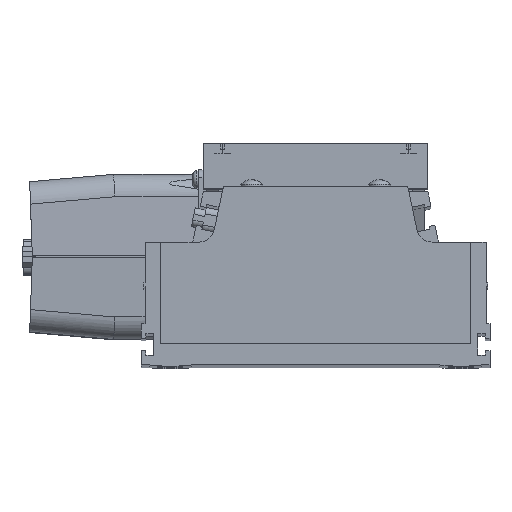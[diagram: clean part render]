
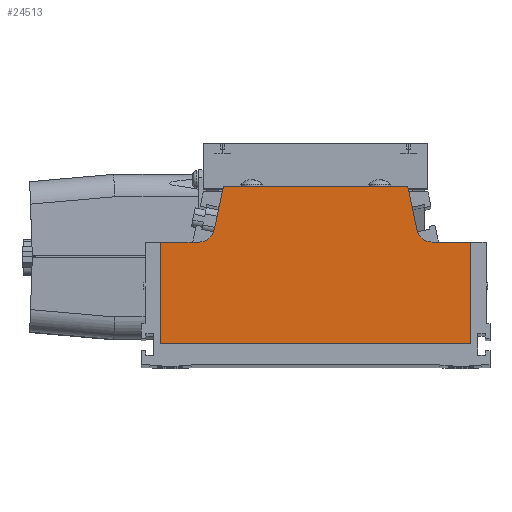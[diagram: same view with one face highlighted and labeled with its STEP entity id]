
A CAD part, top view. The second image highlights one B-rep face of the part: STEP entity #24513.
In plain terms, the highlighted planar face has unit normal (0, 0, 1).
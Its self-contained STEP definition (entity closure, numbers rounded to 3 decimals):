
#52 = VECTOR ( 'NONE', #20675, 1000. ) ;
#92 = VECTOR ( 'NONE', #22155, 1000. ) ;
#153 = CARTESIAN_POINT ( 'NONE',  ( -40., -23.13, 472.5 ) ) ;
#548 = DIRECTION ( 'NONE',  ( -1., 0., 0. ) ) ;
#841 = CARTESIAN_POINT ( 'NONE',  ( -40., -23.13, 472.5 ) ) ;
#910 = AXIS2_PLACEMENT_3D ( 'NONE', #924, #20846, #548 ) ;
#924 = CARTESIAN_POINT ( 'NONE',  ( 30.049, 7., 472.5 ) ) ;
#1293 = CARTESIAN_POINT ( 'NONE',  ( 40., 3., 472.5 ) ) ;
#1643 = ORIENTED_EDGE ( 'NONE', *, *, #10525, .F. ) ;
#1880 = CIRCLE ( 'NONE', #3960, 4. ) ;
#1960 = EDGE_CURVE ( 'NONE', #5967, #23265, #4385, .T. ) ;
#2203 = CARTESIAN_POINT ( 'NONE',  ( -30.049, 3., 472.5 ) ) ;
#2315 = LINE ( 'NONE', #10380, #5212 ) ;
#2479 = VERTEX_POINT ( 'NONE', #12792 ) ;
#2699 = LINE ( 'NONE', #8432, #52 ) ;
#3173 = VECTOR ( 'NONE', #16595, 1000. ) ;
#3794 = DIRECTION ( 'NONE',  ( 0., 0., -1. ) ) ;
#3870 = VECTOR ( 'NONE', #20204, 1000. ) ;
#3960 = AXIS2_PLACEMENT_3D ( 'NONE', #4656, #3794, #23857 ) ;
#4310 = LINE ( 'NONE', #153, #3870 ) ;
#4385 = LINE ( 'NONE', #13895, #8151 ) ;
#4656 = CARTESIAN_POINT ( 'NONE',  ( -30.049, 7., 472.5 ) ) ;
#4717 = CARTESIAN_POINT ( 'NONE',  ( 23.784, 17.45, 472.5 ) ) ;
#5212 = VECTOR ( 'NONE', #23807, 1000. ) ;
#5358 = ORIENTED_EDGE ( 'NONE', *, *, #22114, .T. ) ;
#5967 = VERTEX_POINT ( 'NONE', #17989 ) ;
#6035 = CARTESIAN_POINT ( 'NONE',  ( -40., 3., 472.5 ) ) ;
#6549 = EDGE_CURVE ( 'NONE', #7129, #11934, #25469, .T. ) ;
#6654 = CARTESIAN_POINT ( 'NONE',  ( 26.133, 6.184, 472.5 ) ) ;
#6898 = EDGE_CURVE ( 'NONE', #21013, #19460, #20192, .T. ) ;
#6914 = ORIENTED_EDGE ( 'NONE', *, *, #6549, .T. ) ;
#7129 = VERTEX_POINT ( 'NONE', #8981 ) ;
#7386 = EDGE_CURVE ( 'NONE', #9323, #22727, #2699, .T. ) ;
#7812 = ORIENTED_EDGE ( 'NONE', *, *, #6898, .T. ) ;
#7886 = ORIENTED_EDGE ( 'NONE', *, *, #23537, .T. ) ;
#7895 = EDGE_LOOP ( 'NONE', ( #8685, #17148, #6914, #8712, #18824, #1643, #5358, #7812, #7886, #20471 ) ) ;
#8151 = VECTOR ( 'NONE', #15848, 1000. ) ;
#8432 = CARTESIAN_POINT ( 'NONE',  ( 40., 84.488, 472.5 ) ) ;
#8685 = ORIENTED_EDGE ( 'NONE', *, *, #7386, .F. ) ;
#8712 = ORIENTED_EDGE ( 'NONE', *, *, #18042, .F. ) ;
#8981 = CARTESIAN_POINT ( 'NONE',  ( 30.049, 3., 472.5 ) ) ;
#9150 = LINE ( 'NONE', #14878, #3173 ) ;
#9323 = VERTEX_POINT ( 'NONE', #1293 ) ;
#9370 = VECTOR ( 'NONE', #21944, 1000. ) ;
#10169 = CARTESIAN_POINT ( 'NONE',  ( -40., 3., 472.5 ) ) ;
#10380 = CARTESIAN_POINT ( 'NONE',  ( -40., 84.488, 472.5 ) ) ;
#10525 = EDGE_CURVE ( 'NONE', #2479, #5967, #9150, .T. ) ;
#10807 = CARTESIAN_POINT ( 'NONE',  ( -40., 84.488, 472.5 ) ) ;
#11467 = VECTOR ( 'NONE', #14726, 1000. ) ;
#11934 = VERTEX_POINT ( 'NONE', #6654 ) ;
#12379 = CARTESIAN_POINT ( 'NONE',  ( 23.784, 17.45, 472.5 ) ) ;
#12792 = CARTESIAN_POINT ( 'NONE',  ( -26.133, 6.184, 472.5 ) ) ;
#13895 = CARTESIAN_POINT ( 'NONE',  ( -23.784, 17.45, 472.5 ) ) ;
#13982 = LINE ( 'NONE', #6035, #9370 ) ;
#14386 = VERTEX_POINT ( 'NONE', #841 ) ;
#14709 = FACE_OUTER_BOUND ( 'NONE', #7895, .T. ) ;
#14726 = DIRECTION ( 'NONE',  ( 0.204, -0.979, 0. ) ) ;
#14878 = CARTESIAN_POINT ( 'NONE',  ( -26.797, 3., 472.5 ) ) ;
#14986 = LINE ( 'NONE', #4717, #11467 ) ;
#15848 = DIRECTION ( 'NONE',  ( 1., 0., 0. ) ) ;
#16503 = AXIS2_PLACEMENT_3D ( 'NONE', #10807, #24372, #18266 ) ;
#16595 = DIRECTION ( 'NONE',  ( 0.204, 0.979, 0. ) ) ;
#17148 = ORIENTED_EDGE ( 'NONE', *, *, #21712, .T. ) ;
#17989 = CARTESIAN_POINT ( 'NONE',  ( -23.784, 17.45, 472.5 ) ) ;
#18042 = EDGE_CURVE ( 'NONE', #23265, #11934, #14986, .T. ) ;
#18258 = CARTESIAN_POINT ( 'NONE',  ( -40., 3., 472.5 ) ) ;
#18266 = DIRECTION ( 'NONE',  ( -1., 0., 0. ) ) ;
#18285 = CARTESIAN_POINT ( 'NONE',  ( 40., -23.13, 472.5 ) ) ;
#18509 = PLANE ( 'NONE',  #16503 ) ;
#18824 = ORIENTED_EDGE ( 'NONE', *, *, #1960, .F. ) ;
#19460 = VERTEX_POINT ( 'NONE', #18258 ) ;
#19515 = EDGE_CURVE ( 'NONE', #22727, #14386, #4310, .T. ) ;
#20192 = LINE ( 'NONE', #10169, #92 ) ;
#20204 = DIRECTION ( 'NONE',  ( -1., 0., 0. ) ) ;
#20471 = ORIENTED_EDGE ( 'NONE', *, *, #19515, .F. ) ;
#20675 = DIRECTION ( 'NONE',  ( 0., -1., 0. ) ) ;
#20846 = DIRECTION ( 'NONE',  ( 0., 0., -1. ) ) ;
#21013 = VERTEX_POINT ( 'NONE', #2203 ) ;
#21712 = EDGE_CURVE ( 'NONE', #9323, #7129, #13982, .T. ) ;
#21944 = DIRECTION ( 'NONE',  ( -1., 0., 0. ) ) ;
#22114 = EDGE_CURVE ( 'NONE', #2479, #21013, #1880, .T. ) ;
#22155 = DIRECTION ( 'NONE',  ( -1., 0., 0. ) ) ;
#22727 = VERTEX_POINT ( 'NONE', #18285 ) ;
#23265 = VERTEX_POINT ( 'NONE', #12379 ) ;
#23537 = EDGE_CURVE ( 'NONE', #19460, #14386, #2315, .T. ) ;
#23807 = DIRECTION ( 'NONE',  ( 0., -1., 0. ) ) ;
#23857 = DIRECTION ( 'NONE',  ( -1., 0., 0. ) ) ;
#24372 = DIRECTION ( 'NONE',  ( 0., 0., -1. ) ) ;
#24513 = ADVANCED_FACE ( 'NONE', ( #14709 ), #18509, .F. ) ;
#25469 = CIRCLE ( 'NONE', #910, 4. ) ;
